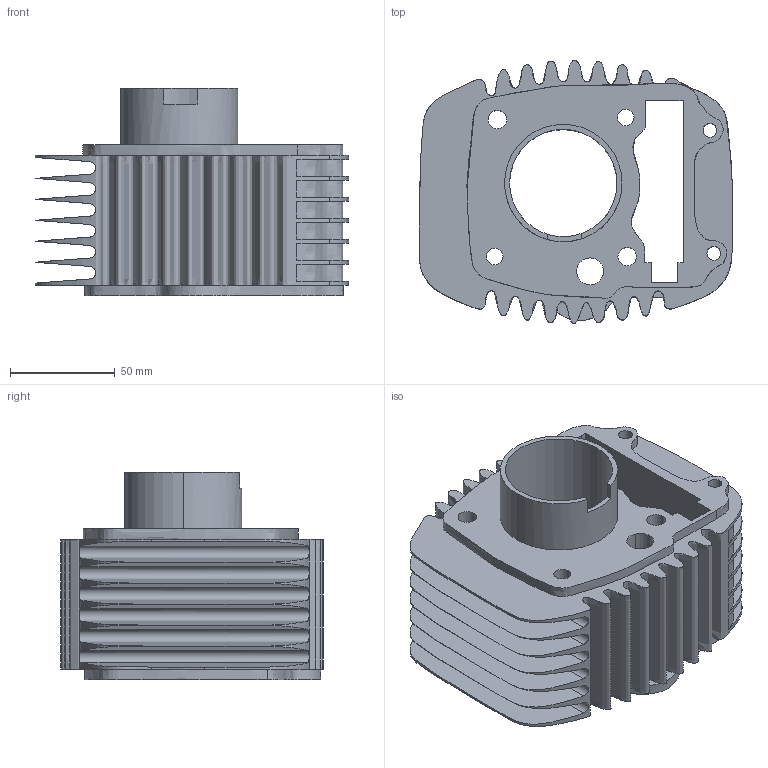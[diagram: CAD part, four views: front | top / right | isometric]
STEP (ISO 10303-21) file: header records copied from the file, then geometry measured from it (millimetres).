
FILE_DESCRIPTION(('CATIA V5 STEP Exchange'),'2;1');
FILE_NAME('Honda_Unicorn_150CC_Block_Triangular.stp','2021-04-06T05:58:49+00:00',('none'),('none'),'CATIA Version 5 Release 21 GA (IN-10)','CATIA V5 STEP AP203','none');
FILE_SCHEMA(('CONFIG_CONTROL_DESIGN'));
Length unit declared in the file: millimetre
Products named in the file (1): Part1
Bounding box: 149.43 x 125.37 x 99 mm (x, y, z)
Volume: 584155.7 mm3; surface area: 159081.6 mm2
Topology: 1 solids, 1 shells, 131 faces, 374 edges, 247 vertices
Faces by surface type: plane 67, extrusion 39, cylinder 22, cone 3
Entity records: 11905 total; most frequent: CARTESIAN_POINT 8935, ORIENTED_EDGE 748, EDGE_CURVE 374, DIRECTION 335, VERTEX_POINT 245, B_SPLINE_CURVE_WITH_KNOTS 235, VECTOR 177, EDGE_LOOP 149
